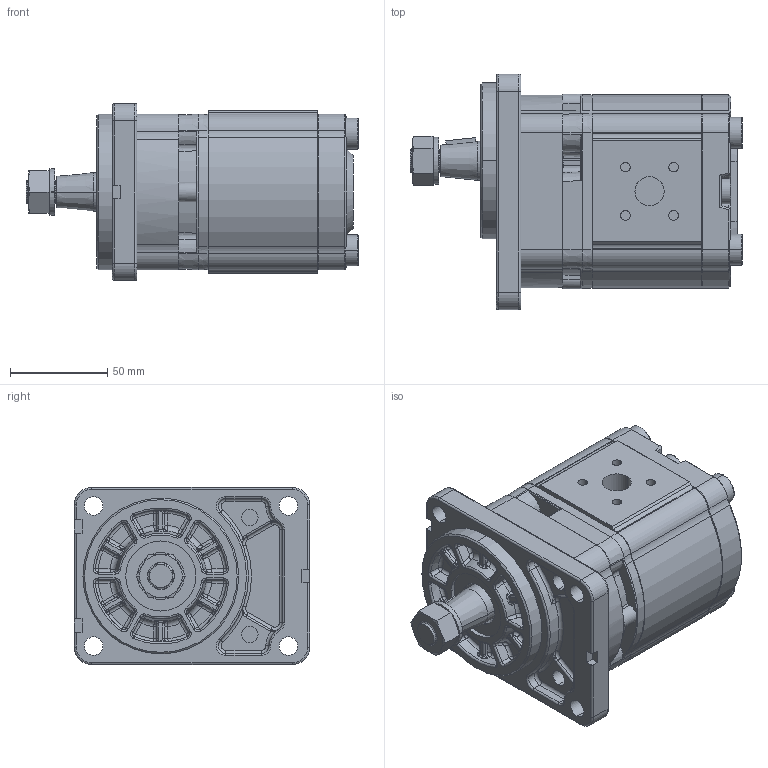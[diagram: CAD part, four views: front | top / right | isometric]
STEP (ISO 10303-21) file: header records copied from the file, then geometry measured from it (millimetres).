
FILE_DESCRIPTION(('STEP AP214'),'1');
FILE_NAME('AZPF_11_011RSA20MB.stp','2022-08-22T12:38:12',(''),(''),'XStep 1.0','it-motive AG (itm_Acis_A0019_01R_32.dll)',' ');
FILE_SCHEMA(('automotive_design'));
Length unit declared in the file: millimetre
Products named in the file (19): VORSATZLAGER; VORSATZLAGER-SA_FJS; FLANSCH1; LAGERDECKEL-T_FJS; GEHAEUSE1; ENDDECKEL; DECKEL_SCHR1; TORX-M10X52; DECKEL_SCHR2; DECKEL_SCHR3; DECKEL_SCHR4; DECKEL_SCHR5; 2912731239_ZRP; DECKEL_SCHR6
Bounding box: 170.54 x 121 x 91 mm (x, y, z)
Volume: 718362.4 mm3; surface area: 170411.8 mm2
Topology: 13 solids, 31 shells, 1736 faces, 4136 edges, 2485 vertices
Faces by surface type: cylinder 639, torus 376, plane 279, bspline 182, cone 178, sphere 82
Entity records: 87476 total; most frequent: CARTESIAN_POINT 34092, DIRECTION 8239, ORIENTED_EDGE 8172, EDGE_CURVE 4122, AXIS2_PLACEMENT_3D 3494, VERTEX_POINT 2485, CIRCLE 1921, EDGE_LOOP 1847
